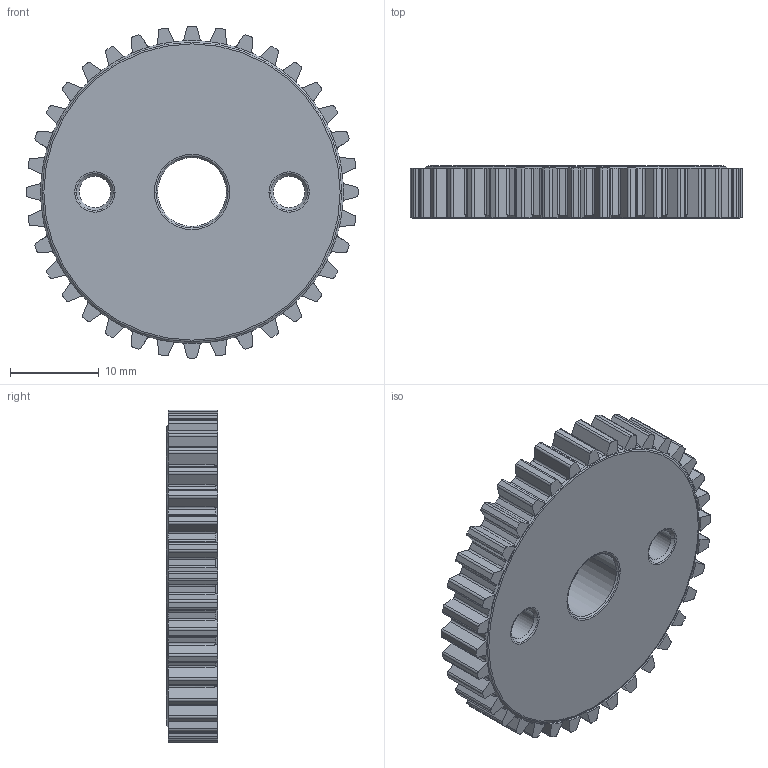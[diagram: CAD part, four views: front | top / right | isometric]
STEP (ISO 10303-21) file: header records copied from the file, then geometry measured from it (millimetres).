
FILE_DESCRIPTION(('produced by SPATIAL CORP'),'2;1');
FILE_NAME('gear.prt.hh.sat.stp', '2002-04-19T13:40:03+00:00',('SPATIAL CORP'),('SPATIAL CORP'), 'ACIS STEP Husk','http://www.spatial.com','SPATIAL CORP');
FILE_SCHEMA(('CONFIG_CONTROL_DESIGN'));
Length unit declared in the file: millimetre
Products named in the file (1): PRODUCT_ID_1
Bounding box: 37.34 x 5.84 x 37.34 mm (x, y, z)
Volume: 5398.7 mm3; surface area: 3216.8 mm2
Topology: 1 solids, 1 shells, 438 faces, 1206 edges, 770 vertices
Faces by surface type: cylinder 222, plane 182, cone 18, torus 16
Entity records: 14368 total; most frequent: CARTESIAN_POINT 3185, ORIENTED_EDGE 2412, DIRECTION 2352, EDGE_CURVE 1206, AXIS2_PLACEMENT_3D 877, VERTEX_POINT 770, VECTOR 598, LINE 598
